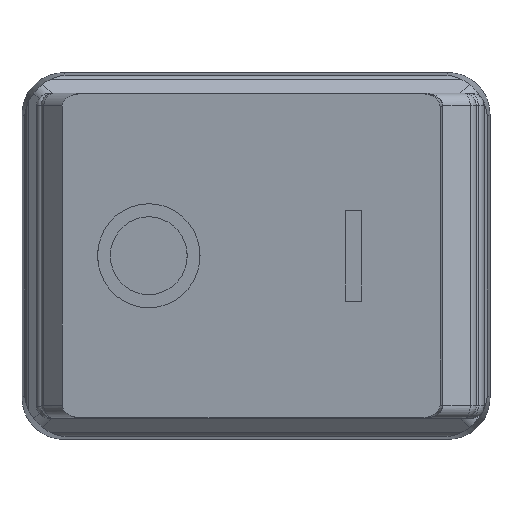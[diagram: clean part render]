
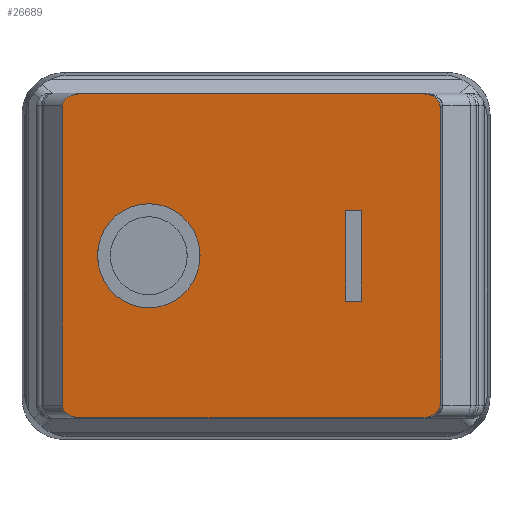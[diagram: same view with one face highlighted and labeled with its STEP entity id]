
A CAD part, top view. The second image highlights one B-rep face of the part: STEP entity #26689.
In plain terms, the highlighted face is planar.
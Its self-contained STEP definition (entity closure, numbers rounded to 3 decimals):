
#1422=B_SPLINE_CURVE_WITH_KNOTS('',3,(#47892,#47893,#47894,#47895,#47896,
#47897,#47898,#47899,#47900,#47901),.UNSPECIFIED.,.F.,.F.,(4,2,2,2,4),(0.,
0.25,0.5,0.75,1.),.UNSPECIFIED.);
#1423=B_SPLINE_CURVE_WITH_KNOTS('',3,(#47906,#47907,#47908,#47909,#47910,
#47911,#47912,#47913,#47914,#47915),.UNSPECIFIED.,.F.,.F.,(4,2,2,2,4),(0.,
0.25,0.5,0.75,1.),.UNSPECIFIED.);
#1424=B_SPLINE_CURVE_WITH_KNOTS('',3,(#47919,#47920,#47921,#47922,#47923,
#47924,#47925,#47926,#47927,#47928),.UNSPECIFIED.,.F.,.F.,(4,2,2,2,4),(0.,
0.25,0.5,0.75,1.),.UNSPECIFIED.);
#1425=B_SPLINE_CURVE_WITH_KNOTS('',3,(#47932,#47933,#47934,#47935,#47936,
#47937,#47938,#47939,#47940,#47941),.UNSPECIFIED.,.F.,.F.,(4,2,2,2,4),(0.,
0.25,0.5,0.75,1.),.UNSPECIFIED.);
#1519=CIRCLE('',#27773,4.);
#6989=ORIENTED_EDGE('',*,*,#9892,.T.);
#6990=ORIENTED_EDGE('',*,*,#9893,.F.);
#6991=ORIENTED_EDGE('',*,*,#9894,.F.);
#6992=ORIENTED_EDGE('',*,*,#9895,.F.);
#6993=ORIENTED_EDGE('',*,*,#9896,.F.);
#6994=ORIENTED_EDGE('',*,*,#9897,.F.);
#6995=ORIENTED_EDGE('',*,*,#9898,.F.);
#6996=ORIENTED_EDGE('',*,*,#9899,.F.);
#6997=ORIENTED_EDGE('',*,*,#9900,.F.);
#6998=ORIENTED_EDGE('',*,*,#9901,.T.);
#6999=ORIENTED_EDGE('',*,*,#9902,.T.);
#7000=ORIENTED_EDGE('',*,*,#9903,.T.);
#7001=ORIENTED_EDGE('',*,*,#9904,.T.);
#9892=EDGE_CURVE('',#11808,#11808,#1519,.T.);
#9893=EDGE_CURVE('',#11809,#11810,#1422,.T.);
#9894=EDGE_CURVE('',#11811,#11809,#13440,.T.);
#9895=EDGE_CURVE('',#11812,#11811,#1423,.T.);
#9896=EDGE_CURVE('',#11813,#11812,#13441,.T.);
#9897=EDGE_CURVE('',#11814,#11813,#1424,.T.);
#9898=EDGE_CURVE('',#11815,#11814,#13442,.T.);
#9899=EDGE_CURVE('',#11816,#11815,#1425,.T.);
#9900=EDGE_CURVE('',#11810,#11816,#13443,.T.);
#9901=EDGE_CURVE('',#11817,#11818,#13444,.T.);
#9902=EDGE_CURVE('',#11818,#11819,#13445,.T.);
#9903=EDGE_CURVE('',#11819,#11820,#13446,.T.);
#9904=EDGE_CURVE('',#11820,#11817,#13447,.T.);
#11808=VERTEX_POINT('',#47891);
#11809=VERTEX_POINT('',#47902);
#11810=VERTEX_POINT('',#47903);
#11811=VERTEX_POINT('',#47905);
#11812=VERTEX_POINT('',#47916);
#11813=VERTEX_POINT('',#47918);
#11814=VERTEX_POINT('',#47929);
#11815=VERTEX_POINT('',#47931);
#11816=VERTEX_POINT('',#47942);
#11817=VERTEX_POINT('',#47945);
#11818=VERTEX_POINT('',#47946);
#11819=VERTEX_POINT('',#47948);
#11820=VERTEX_POINT('',#47950);
#13440=LINE('',#47904,#15072);
#13441=LINE('',#47917,#15073);
#13442=LINE('',#47930,#15074);
#13443=LINE('',#47943,#15075);
#13444=LINE('',#47944,#15076);
#13445=LINE('',#47947,#15077);
#13446=LINE('',#47949,#15078);
#13447=LINE('',#47951,#15079);
#15072=VECTOR('',#31452,1000.);
#15073=VECTOR('',#31453,1000.);
#15074=VECTOR('',#31454,1000.);
#15075=VECTOR('',#31455,1000.);
#15076=VECTOR('',#31456,1000.);
#15077=VECTOR('',#31457,1000.);
#15078=VECTOR('',#31458,1000.);
#15079=VECTOR('',#31459,1000.);
#16349=EDGE_LOOP('',(#6989));
#16350=EDGE_LOOP('',(#6990,#6991,#6992,#6993,#6994,#6995,#6996,#6997));
#16351=EDGE_LOOP('',(#6998,#6999,#7000,#7001));
#17616=FACE_BOUND('',#16349,.T.);
#17617=FACE_BOUND('',#16350,.T.);
#17618=FACE_BOUND('',#16351,.T.);
#18447=PLANE('',#27772);
#26689=ADVANCED_FACE('',(#17616,#17617,#17618),#18447,.T.);
#27772=AXIS2_PLACEMENT_3D('',#47889,#31448,#31449);
#27773=AXIS2_PLACEMENT_3D('',#47890,#31450,#31451);
#31448=DIRECTION('',(0.,0.,1.));
#31449=DIRECTION('',(1.,0.,0.));
#31450=DIRECTION('',(0.,0.,-1.));
#31451=DIRECTION('',(-1.,0.,0.));
#31452=DIRECTION('',(0.,-1.,0.));
#31453=DIRECTION('',(1.,0.,0.));
#31454=DIRECTION('',(0.,1.,0.));
#31455=DIRECTION('',(-1.,0.,0.));
#31456=DIRECTION('',(1.,0.,0.));
#31457=DIRECTION('',(0.,-1.,0.));
#31458=DIRECTION('',(-1.,0.,0.));
#31459=DIRECTION('',(0.,1.,0.));
#47889=CARTESIAN_POINT('',(14.361,-12.166,3.3));
#47890=CARTESIAN_POINT('',(8.,0.,3.3));
#47891=CARTESIAN_POINT('',(4.,0.,3.3));
#47892=CARTESIAN_POINT('',(14.75,-11.5,3.3));
#47893=CARTESIAN_POINT('',(14.749,-11.609,3.3));
#47894=CARTESIAN_POINT('',(14.723,-11.728,3.3));
#47895=CARTESIAN_POINT('',(14.594,-11.96,3.3));
#47896=CARTESIAN_POINT('',(14.492,-12.073,3.3));
#47897=CARTESIAN_POINT('',(14.229,-12.26,3.3));
#47898=CARTESIAN_POINT('',(14.069,-12.335,3.3));
#47899=CARTESIAN_POINT('',(13.733,-12.429,3.3));
#47900=CARTESIAN_POINT('',(13.558,-12.449,3.3));
#47901=CARTESIAN_POINT('',(13.399,-12.45,3.3));
#47902=CARTESIAN_POINT('',(14.75,-11.5,3.3));
#47903=CARTESIAN_POINT('',(13.399,-12.45,3.3));
#47904=CARTESIAN_POINT('',(14.75,11.5,3.3));
#47905=CARTESIAN_POINT('',(14.75,11.5,3.3));
#47906=CARTESIAN_POINT('',(13.399,12.45,3.3));
#47907=CARTESIAN_POINT('',(13.558,12.449,3.3));
#47908=CARTESIAN_POINT('',(13.733,12.429,3.3));
#47909=CARTESIAN_POINT('',(14.069,12.335,3.3));
#47910=CARTESIAN_POINT('',(14.229,12.26,3.3));
#47911=CARTESIAN_POINT('',(14.492,12.073,3.3));
#47912=CARTESIAN_POINT('',(14.594,11.96,3.3));
#47913=CARTESIAN_POINT('',(14.723,11.728,3.3));
#47914=CARTESIAN_POINT('',(14.749,11.609,3.3));
#47915=CARTESIAN_POINT('',(14.75,11.5,3.3));
#47916=CARTESIAN_POINT('',(13.399,12.45,3.3));
#47917=CARTESIAN_POINT('',(-13.465,12.45,3.3));
#47918=CARTESIAN_POINT('',(-13.465,12.45,3.3));
#47919=CARTESIAN_POINT('',(-14.75,11.5,3.3));
#47920=CARTESIAN_POINT('',(-14.749,11.609,3.3));
#47921=CARTESIAN_POINT('',(-14.724,11.729,3.3));
#47922=CARTESIAN_POINT('',(-14.601,11.961,3.3));
#47923=CARTESIAN_POINT('',(-14.504,12.074,3.3));
#47924=CARTESIAN_POINT('',(-14.254,12.261,3.3));
#47925=CARTESIAN_POINT('',(-14.102,12.335,3.3));
#47926=CARTESIAN_POINT('',(-13.783,12.43,3.3));
#47927=CARTESIAN_POINT('',(-13.617,12.449,3.3));
#47928=CARTESIAN_POINT('',(-13.465,12.45,3.3));
#47929=CARTESIAN_POINT('',(-14.75,11.5,3.3));
#47930=CARTESIAN_POINT('',(-14.75,-11.5,3.3));
#47931=CARTESIAN_POINT('',(-14.75,-11.5,3.3));
#47932=CARTESIAN_POINT('',(-13.399,-12.45,3.3));
#47933=CARTESIAN_POINT('',(-13.558,-12.449,3.3));
#47934=CARTESIAN_POINT('',(-13.733,-12.429,3.3));
#47935=CARTESIAN_POINT('',(-14.069,-12.335,3.3));
#47936=CARTESIAN_POINT('',(-14.229,-12.26,3.3));
#47937=CARTESIAN_POINT('',(-14.492,-12.073,3.3));
#47938=CARTESIAN_POINT('',(-14.594,-11.96,3.3));
#47939=CARTESIAN_POINT('',(-14.723,-11.728,3.3));
#47940=CARTESIAN_POINT('',(-14.749,-11.609,3.3));
#47941=CARTESIAN_POINT('',(-14.75,-11.5,3.3));
#47942=CARTESIAN_POINT('',(-13.399,-12.45,3.3));
#47943=CARTESIAN_POINT('',(13.399,-12.45,3.3));
#47944=CARTESIAN_POINT('',(-8.6,3.5,3.3));
#47945=CARTESIAN_POINT('',(-8.6,3.5,3.3));
#47946=CARTESIAN_POINT('',(-7.4,3.5,3.3));
#47947=CARTESIAN_POINT('',(-7.4,3.5,3.3));
#47948=CARTESIAN_POINT('',(-7.4,-3.5,3.3));
#47949=CARTESIAN_POINT('',(-7.4,-3.5,3.3));
#47950=CARTESIAN_POINT('',(-8.6,-3.5,3.3));
#47951=CARTESIAN_POINT('',(-8.6,-3.5,3.3));
